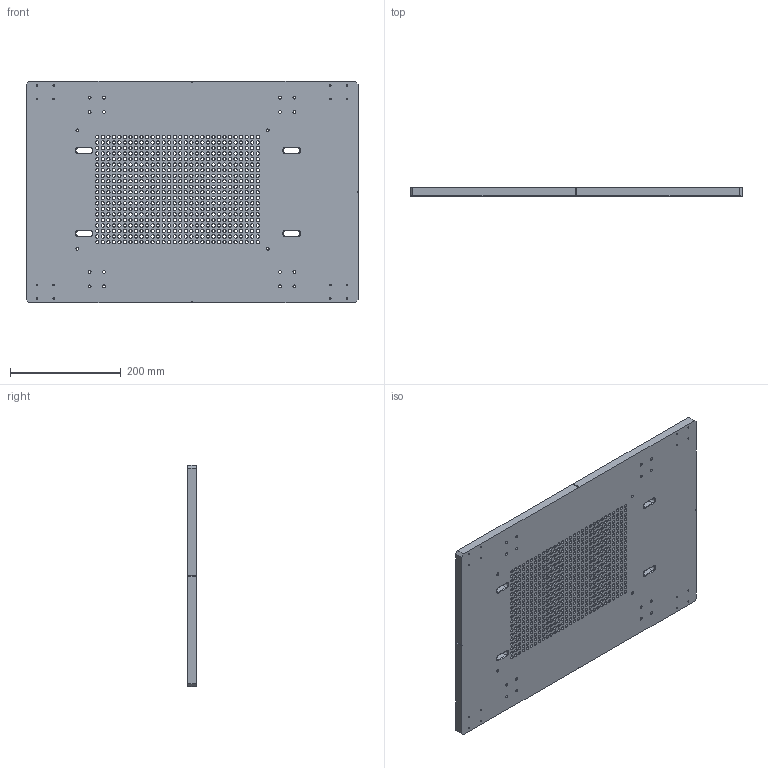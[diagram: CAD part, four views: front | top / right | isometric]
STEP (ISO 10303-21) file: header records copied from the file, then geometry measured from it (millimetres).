
FILE_DESCRIPTION (( 'STEP AP214' ), '1' );
FILE_NAME ('菁攫.STEP', '2025-06-13T17:09:28', ( '' ), ( '' ), 'SwSTEP 2.0', 'SolidWorks 2024', '' );
FILE_SCHEMA (( 'AUTOMOTIVE_DESIGN' ));
Length unit declared in the file: millimetre
Products named in the file (1): 底盘
Bounding box: 600 x 15 x 400 mm (x, y, z)
Volume: 3320727.7 mm3; surface area: 652976.9 mm2
Topology: 1 solids, 1 shells, 1339 faces, 3979 edges, 2642 vertices
Faces by surface type: cylinder 1301, plane 22, torus 16
Entity records: 49058 total; most frequent: DIRECTION 9277, CARTESIAN_POINT 7961, ORIENTED_EDGE 7958, EDGE_CURVE 3979, AXIS2_PLACEMENT_3D 3958, VERTEX_POINT 2642, EDGE_LOOP 2619, CIRCLE 2618
